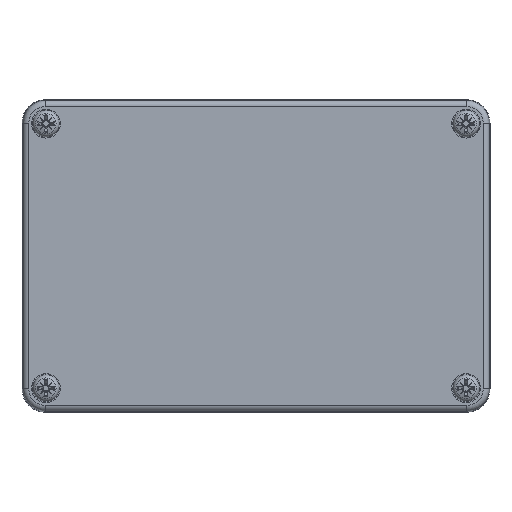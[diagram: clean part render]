
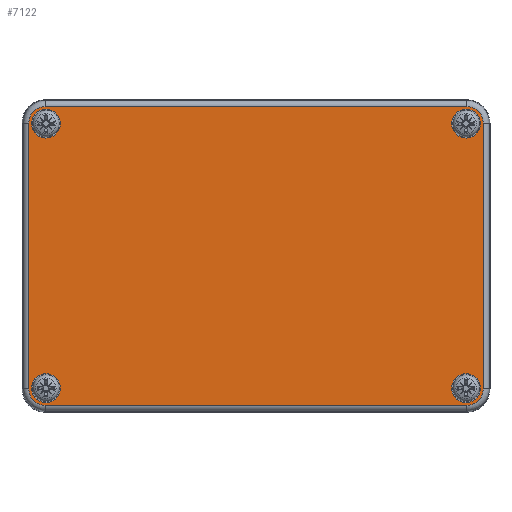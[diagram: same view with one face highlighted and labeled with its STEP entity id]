
A CAD part, top view. The second image highlights one B-rep face of the part: STEP entity #7122.
In plain terms, the highlighted face is planar.
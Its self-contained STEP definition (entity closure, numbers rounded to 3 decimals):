
#6701=CARTESIAN_POINT('',(-54.15,-38.414,-15.0));
#6702=VERTEX_POINT('',#6701);
#6710=CARTESIAN_POINT('',(54.15,-38.414,-15.0));
#6711=VERTEX_POINT('',#6710);
#6712=CARTESIAN_POINT('',(-54.15,-38.414,-15.0));
#6713=DIRECTION('',(1.0,0.0,0.0));
#6714=VECTOR('',#6713,108.3);
#6715=LINE('',#6712,#6714);
#6716=EDGE_CURVE('',#6702,#6711,#6715,.T.);
#6743=CARTESIAN_POINT('',(-58.414,-34.15,-15.0));
#6744=VERTEX_POINT('',#6743);
#6752=CARTESIAN_POINT('',(-54.15,-34.15,-15.0));
#6753=DIRECTION('',(0.0,0.0,1.0));
#6754=DIRECTION('',(-0.707,-0.707,0.0));
#6755=AXIS2_PLACEMENT_3D('',#6752,#6753,#6754);
#6756=CIRCLE('',#6755,4.264);
#6757=EDGE_CURVE('',#6744,#6702,#6756,.T.);
#6775=CARTESIAN_POINT('',(58.414,-34.15,-15.0));
#6776=VERTEX_POINT('',#6775);
#6794=CARTESIAN_POINT('',(54.15,-34.15,-15.0));
#6795=DIRECTION('',(0.0,0.0,1.0));
#6796=DIRECTION('',(0.707,-0.707,0.0));
#6797=AXIS2_PLACEMENT_3D('',#6794,#6795,#6796);
#6798=CIRCLE('',#6797,4.264);
#6799=EDGE_CURVE('',#6711,#6776,#6798,.T.);
#6811=CARTESIAN_POINT('',(-58.414,34.15,-15.0));
#6812=VERTEX_POINT('',#6811);
#6820=CARTESIAN_POINT('',(-58.414,34.15,-15.0));
#6821=DIRECTION('',(0.0,-1.0,0.0));
#6822=VECTOR('',#6821,68.3);
#6823=LINE('',#6820,#6822);
#6824=EDGE_CURVE('',#6812,#6744,#6823,.T.);
#6841=CARTESIAN_POINT('',(58.414,34.15,-15.0));
#6842=VERTEX_POINT('',#6841);
#6859=CARTESIAN_POINT('',(58.414,-34.15,-15.0));
#6860=DIRECTION('',(0.0,1.0,0.0));
#6861=VECTOR('',#6860,68.3);
#6862=LINE('',#6859,#6861);
#6863=EDGE_CURVE('',#6776,#6842,#6862,.T.);
#6875=CARTESIAN_POINT('',(-54.15,38.414,-15.0));
#6876=VERTEX_POINT('',#6875);
#6884=CARTESIAN_POINT('',(-54.15,34.15,-15.0));
#6885=DIRECTION('',(0.0,0.0,1.0));
#6886=DIRECTION('',(-0.707,0.707,0.0));
#6887=AXIS2_PLACEMENT_3D('',#6884,#6885,#6886);
#6888=CIRCLE('',#6887,4.264);
#6889=EDGE_CURVE('',#6876,#6812,#6888,.T.);
#6907=CARTESIAN_POINT('',(54.15,38.414,-15.0));
#6908=VERTEX_POINT('',#6907);
#6926=CARTESIAN_POINT('',(54.15,34.15,-15.0));
#6927=DIRECTION('',(0.0,0.0,1.0));
#6928=DIRECTION('',(0.707,0.707,0.0));
#6929=AXIS2_PLACEMENT_3D('',#6926,#6927,#6928);
#6930=CIRCLE('',#6929,4.264);
#6931=EDGE_CURVE('',#6842,#6908,#6930,.T.);
#6949=CARTESIAN_POINT('',(54.15,38.414,-15.0));
#6950=DIRECTION('',(-1.0,0.0,0.0));
#6951=VECTOR('',#6950,108.3);
#6952=LINE('',#6949,#6951);
#6953=EDGE_CURVE('',#6908,#6876,#6952,.T.);
#7063=CARTESIAN_POINT('',(0.,0.,-15.0));
#7064=DIRECTION('',(0.0,0.0,1.0));
#7065=DIRECTION('',(1.0,0.0,0.0));
#7066=AXIS2_PLACEMENT_3D('',#7063,#7064,#7065);
#7067=PLANE('',#7066);
#7068=ORIENTED_EDGE('',*,*,#6716,.F.);
#7069=ORIENTED_EDGE('',*,*,#6757,.F.);
#7070=ORIENTED_EDGE('',*,*,#6824,.F.);
#7071=ORIENTED_EDGE('',*,*,#6889,.F.);
#7072=ORIENTED_EDGE('',*,*,#6953,.F.);
#7073=ORIENTED_EDGE('',*,*,#6931,.F.);
#7074=ORIENTED_EDGE('',*,*,#6863,.F.);
#7075=ORIENTED_EDGE('',*,*,#6799,.F.);
#7076=EDGE_LOOP('',(#7068,#7069,#7070,#7071,#7072,#7073,#7074,#7075));
#7077=FACE_OUTER_BOUND('',#7076,.T.);
#7078=CARTESIAN_POINT('',(-57.7,-34.,-15.0));
#7079=VERTEX_POINT('',#7078);
#7080=CARTESIAN_POINT('',(-54.0,-34.,-15.0));
#7081=DIRECTION('',(0.0,0.0,1.0));
#7082=DIRECTION('',(1.0,0.0,0.0));
#7083=AXIS2_PLACEMENT_3D('',#7080,#7081,#7082);
#7084=CIRCLE('',#7083,3.7);
#7085=EDGE_CURVE('',#7079,#7079,#7084,.T.);
#7086=ORIENTED_EDGE('',*,*,#7085,.T.);
#7087=EDGE_LOOP('',(#7086));
#7088=FACE_BOUND('',#7087,.T.);
#7089=CARTESIAN_POINT('',(-57.7,34.,-15.0));
#7090=VERTEX_POINT('',#7089);
#7091=CARTESIAN_POINT('',(-54.,34.,-15.0));
#7092=DIRECTION('',(0.0,0.0,1.0));
#7093=DIRECTION('',(1.0,0.0,0.0));
#7094=AXIS2_PLACEMENT_3D('',#7091,#7092,#7093);
#7095=CIRCLE('',#7094,3.7);
#7096=EDGE_CURVE('',#7090,#7090,#7095,.T.);
#7097=ORIENTED_EDGE('',*,*,#7096,.T.);
#7098=EDGE_LOOP('',(#7097));
#7099=FACE_BOUND('',#7098,.T.);
#7100=CARTESIAN_POINT('',(50.3,34.,-15.0));
#7101=VERTEX_POINT('',#7100);
#7102=CARTESIAN_POINT('',(54.,34.,-15.0));
#7103=DIRECTION('',(0.0,0.0,1.0));
#7104=DIRECTION('',(1.0,0.0,0.0));
#7105=AXIS2_PLACEMENT_3D('',#7102,#7103,#7104);
#7106=CIRCLE('',#7105,3.7);
#7107=EDGE_CURVE('',#7101,#7101,#7106,.T.);
#7108=ORIENTED_EDGE('',*,*,#7107,.T.);
#7109=EDGE_LOOP('',(#7108));
#7110=FACE_BOUND('',#7109,.T.);
#7111=CARTESIAN_POINT('',(50.3,-34.,-15.0));
#7112=VERTEX_POINT('',#7111);
#7113=CARTESIAN_POINT('',(54.0,-34.,-15.0));
#7114=DIRECTION('',(0.0,0.0,1.0));
#7115=DIRECTION('',(1.0,0.0,0.0));
#7116=AXIS2_PLACEMENT_3D('',#7113,#7114,#7115);
#7117=CIRCLE('',#7116,3.7);
#7118=EDGE_CURVE('',#7112,#7112,#7117,.T.);
#7119=ORIENTED_EDGE('',*,*,#7118,.T.);
#7120=EDGE_LOOP('',(#7119));
#7121=FACE_BOUND('',#7120,.T.);
#7122=ADVANCED_FACE('',(#7077,#7088,#7099,#7110,#7121),#7067,.F.);
